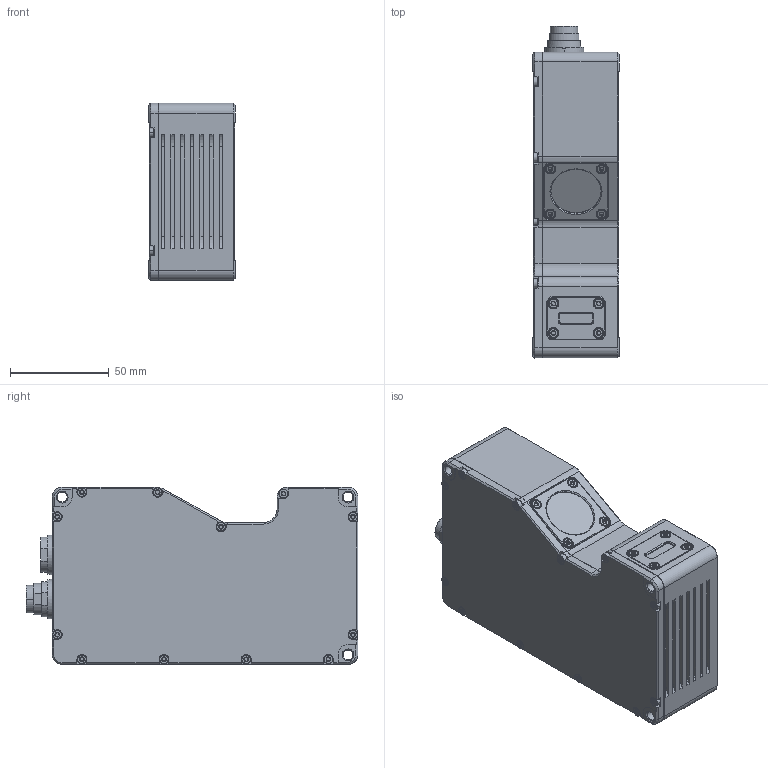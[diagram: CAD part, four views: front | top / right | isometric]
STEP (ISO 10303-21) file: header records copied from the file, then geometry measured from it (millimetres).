
FILE_DESCRIPTION((''),'2;1');
FILE_NAME('213082_ASM','2019-09-11T14:26:26',('pdmadmin'),('BANNER ENGINEERING'),'CREO PARAMETRIC BY PTC INC, 2018300','CREO PARAMETRIC BY PTC INC, 2018300','');
FILE_SCHEMA(('CONFIG_CONTROL_DESIGN'));
Products named in the file (2): LPM302-155NIX485RXQ; 213082_ASM
Assembly tree (1 placements, depth 2):
  213082_ASM
    LPM302-155NIX485RXQ
Bounding box: 44 x 168.3 x 90 mm (x, y, z)
Volume: 563948.3 mm3; surface area: 59976.2 mm2
Topology: 1 solids, 1 shells, 1727 faces, 4605 edges, 3006 vertices
Faces by surface type: cylinder 689, plane 606, cone 267, bspline 141, torus 24
Entity records: 69044 total; most frequent: CARTESIAN_POINT 26718, ORIENTED_EDGE 9142, DIRECTION 8436, EDGE_CURVE 4571, AXIS2_PLACEMENT_3D 3105, VERTEX_POINT 3006, VECTOR 2226, LINE 2226
